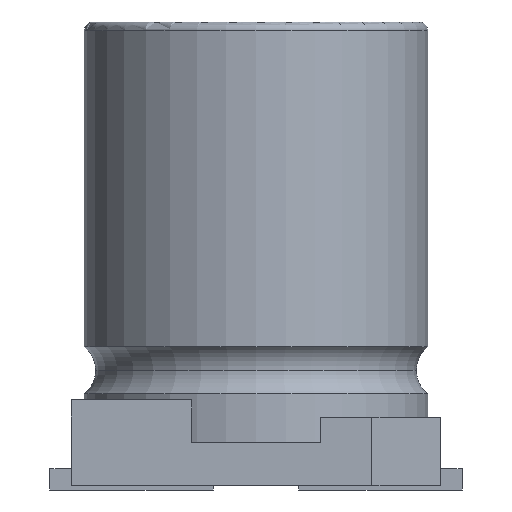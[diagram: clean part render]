
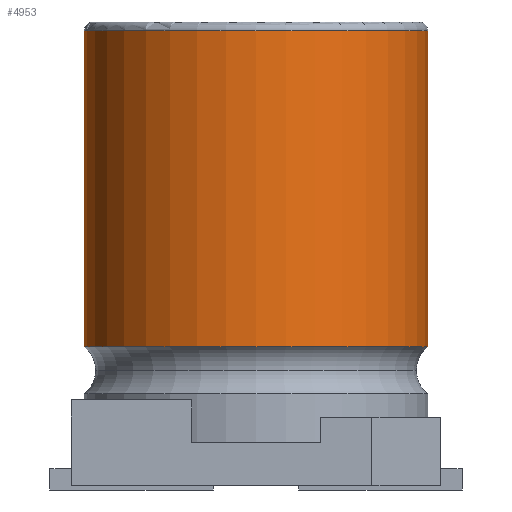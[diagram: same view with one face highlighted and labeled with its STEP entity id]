
A CAD part, front view. The second image highlights one B-rep face of the part: STEP entity #4953.
In plain terms, the highlighted cylindrical face has radius 2 mm (diameter 4 mm), a partial arc.
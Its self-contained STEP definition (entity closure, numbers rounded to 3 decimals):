
#217 = CYLINDRICAL_SURFACE ( 'NONE', #4225, 2. ) ;
#1041 = LINE ( 'NONE', #11357, #9148 ) ;
#1531 = ORIENTED_EDGE ( 'NONE', *, *, #8151, .F. ) ;
#1726 = CARTESIAN_POINT ( 'NONE',  ( -2., 0., 5.3 ) ) ;
#3021 = AXIS2_PLACEMENT_3D ( 'NONE', #6815, #3698, #3567 ) ;
#3504 = CARTESIAN_POINT ( 'NONE',  ( 0., 0., 5.3 ) ) ;
#3526 = DIRECTION ( 'NONE',  ( 0., 0., -1. ) ) ;
#3567 = DIRECTION ( 'NONE',  ( 1., 0., 0. ) ) ;
#3666 = ORIENTED_EDGE ( 'NONE', *, *, #11409, .T. ) ;
#3698 = DIRECTION ( 'NONE',  ( 0., 0., 1. ) ) ;
#4225 = AXIS2_PLACEMENT_3D ( 'NONE', #7586, #3526, #6695 ) ;
#4531 = ORIENTED_EDGE ( 'NONE', *, *, #11978, .T. ) ;
#4705 = DIRECTION ( 'NONE',  ( 0., 0., -1. ) ) ;
#4953 = ADVANCED_FACE ( 'NONE', ( #5496 ), #217, .T. ) ;
#4954 = EDGE_LOOP ( 'NONE', ( #1531, #13177, #3666, #4531 ) ) ;
#5232 = VERTEX_POINT ( 'NONE', #6544 ) ;
#5405 = CIRCLE ( 'NONE', #3021, 2. ) ;
#5496 = FACE_OUTER_BOUND ( 'NONE', #4954, .T. ) ;
#5745 = CARTESIAN_POINT ( 'NONE',  ( -2., 0., 1.617 ) ) ;
#6103 = VERTEX_POINT ( 'NONE', #1726 ) ;
#6544 = CARTESIAN_POINT ( 'NONE',  ( 2., 0., 5.3 ) ) ;
#6695 = DIRECTION ( 'NONE',  ( -1., 0., 0. ) ) ;
#6815 = CARTESIAN_POINT ( 'NONE',  ( 0., 0., 1.617 ) ) ;
#7275 = VECTOR ( 'NONE', #4705, 1000. ) ;
#7586 = CARTESIAN_POINT ( 'NONE',  ( 0., 0., 16.457 ) ) ;
#7628 = DIRECTION ( 'NONE',  ( 1., 0., 0. ) ) ;
#8023 = LINE ( 'NONE', #10017, #7275 ) ;
#8151 = EDGE_CURVE ( 'NONE', #5232, #8941, #8023, .T. ) ;
#8501 = CARTESIAN_POINT ( 'NONE',  ( 2., 0., 1.617 ) ) ;
#8664 = DIRECTION ( 'NONE',  ( 0., 0., -1. ) ) ;
#8941 = VERTEX_POINT ( 'NONE', #8501 ) ;
#9148 = VECTOR ( 'NONE', #9234, 1000. ) ;
#9234 = DIRECTION ( 'NONE',  ( 0., 0., -1. ) ) ;
#10017 = CARTESIAN_POINT ( 'NONE',  ( 2., 0., 16.457 ) ) ;
#10708 = AXIS2_PLACEMENT_3D ( 'NONE', #3504, #8664, #7628 ) ;
#11357 = CARTESIAN_POINT ( 'NONE',  ( -2., 0., 16.457 ) ) ;
#11409 = EDGE_CURVE ( 'NONE', #6103, #11434, #1041, .T. ) ;
#11434 = VERTEX_POINT ( 'NONE', #5745 ) ;
#11880 = EDGE_CURVE ( 'NONE', #5232, #6103, #13100, .T. ) ;
#11978 = EDGE_CURVE ( 'NONE', #11434, #8941, #5405, .T. ) ;
#13100 = CIRCLE ( 'NONE', #10708, 2. ) ;
#13177 = ORIENTED_EDGE ( 'NONE', *, *, #11880, .T. ) ;
